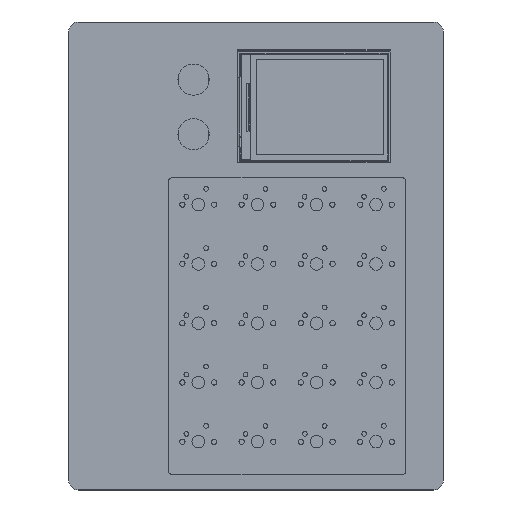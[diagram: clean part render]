
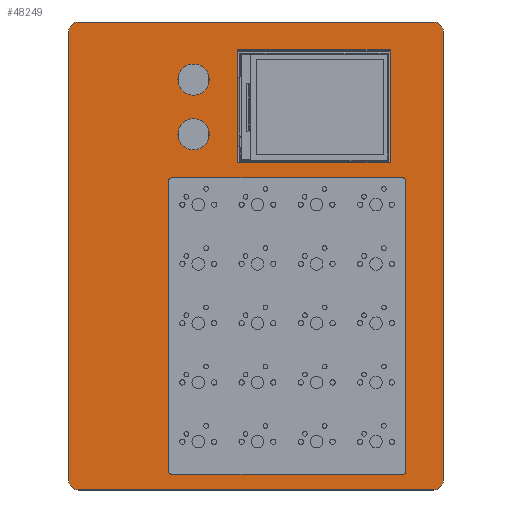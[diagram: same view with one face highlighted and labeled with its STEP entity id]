
A CAD part, top view. The second image highlights one B-rep face of the part: STEP entity #48249.
In plain terms, the highlighted planar face has unit normal (0, 0, 1).
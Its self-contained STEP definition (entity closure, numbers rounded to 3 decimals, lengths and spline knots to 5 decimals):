
#3969=LINE('',#83872,#8780);
#3970=LINE('',#83876,#8781);
#3971=LINE('',#83880,#8782);
#3972=LINE('',#83884,#8783);
#3973=LINE('',#83885,#8784);
#3974=LINE('',#83890,#8785);
#3975=LINE('',#83894,#8786);
#3976=LINE('',#83898,#8787);
#3977=LINE('',#83901,#8788);
#3978=LINE('',#83904,#8789);
#3979=LINE('',#83906,#8790);
#3980=LINE('',#83908,#8791);
#8780=VECTOR('',#70219,1.);
#8781=VECTOR('',#70222,1.);
#8782=VECTOR('',#70225,1.);
#8783=VECTOR('',#70228,1.);
#8784=VECTOR('',#70229,1.);
#8785=VECTOR('',#70232,1.);
#8786=VECTOR('',#70235,1.);
#8787=VECTOR('',#70238,1.);
#8788=VECTOR('',#70241,1.);
#8789=VECTOR('',#70242,1.);
#8790=VECTOR('',#70243,1.);
#8791=VECTOR('',#70244,1.);
#22315=ORIENTED_EDGE('',*,*,#29813,.F.);
#22316=ORIENTED_EDGE('',*,*,#29814,.F.);
#22317=ORIENTED_EDGE('',*,*,#29815,.F.);
#22318=ORIENTED_EDGE('',*,*,#29816,.T.);
#22319=ORIENTED_EDGE('',*,*,#29817,.F.);
#22320=ORIENTED_EDGE('',*,*,#29818,.F.);
#22321=ORIENTED_EDGE('',*,*,#29819,.F.);
#22322=ORIENTED_EDGE('',*,*,#29820,.F.);
#22323=ORIENTED_EDGE('',*,*,#29821,.F.);
#22324=ORIENTED_EDGE('',*,*,#29822,.T.);
#22325=ORIENTED_EDGE('',*,*,#29823,.F.);
#22326=ORIENTED_EDGE('',*,*,#29824,.T.);
#22327=ORIENTED_EDGE('',*,*,#29825,.F.);
#22328=ORIENTED_EDGE('',*,*,#29826,.T.);
#22329=ORIENTED_EDGE('',*,*,#29827,.T.);
#22330=ORIENTED_EDGE('',*,*,#29828,.T.);
#22331=ORIENTED_EDGE('',*,*,#29829,.T.);
#22332=ORIENTED_EDGE('',*,*,#29830,.T.);
#22333=ORIENTED_EDGE('',*,*,#29831,.F.);
#22334=ORIENTED_EDGE('',*,*,#29832,.T.);
#22335=ORIENTED_EDGE('',*,*,#29833,.T.);
#22336=ORIENTED_EDGE('',*,*,#29834,.F.);
#29813=EDGE_CURVE('',#34612,#34612,#36660,.T.);
#29814=EDGE_CURVE('',#34613,#34613,#36661,.T.);
#29815=EDGE_CURVE('',#34614,#34615,#36662,.T.);
#29816=EDGE_CURVE('',#34614,#34616,#3969,.T.);
#29817=EDGE_CURVE('',#34617,#34616,#36663,.T.);
#29818=EDGE_CURVE('',#34618,#34617,#3970,.T.);
#29819=EDGE_CURVE('',#34619,#34618,#36664,.T.);
#29820=EDGE_CURVE('',#34620,#34619,#3971,.T.);
#29821=EDGE_CURVE('',#34621,#34620,#36665,.T.);
#29822=EDGE_CURVE('',#34621,#34615,#3972,.T.);
#29823=EDGE_CURVE('',#34622,#34623,#3973,.T.);
#29824=EDGE_CURVE('',#34622,#34624,#36666,.T.);
#29825=EDGE_CURVE('',#34625,#34624,#3974,.T.);
#29826=EDGE_CURVE('',#34625,#34626,#36667,.T.);
#29827=EDGE_CURVE('',#34626,#34627,#3975,.T.);
#29828=EDGE_CURVE('',#34627,#34628,#36668,.T.);
#29829=EDGE_CURVE('',#34628,#34629,#3976,.T.);
#29830=EDGE_CURVE('',#34629,#34623,#36669,.T.);
#29831=EDGE_CURVE('',#34630,#34631,#3977,.T.);
#29832=EDGE_CURVE('',#34630,#34632,#3978,.T.);
#29833=EDGE_CURVE('',#34632,#34633,#3979,.T.);
#29834=EDGE_CURVE('',#34631,#34633,#3980,.T.);
#34612=VERTEX_POINT('',#83866);
#34613=VERTEX_POINT('',#83868);
#34614=VERTEX_POINT('',#83870);
#34615=VERTEX_POINT('',#83871);
#34616=VERTEX_POINT('',#83873);
#34617=VERTEX_POINT('',#83875);
#34618=VERTEX_POINT('',#83877);
#34619=VERTEX_POINT('',#83879);
#34620=VERTEX_POINT('',#83881);
#34621=VERTEX_POINT('',#83883);
#34622=VERTEX_POINT('',#83886);
#34623=VERTEX_POINT('',#83887);
#34624=VERTEX_POINT('',#83889);
#34625=VERTEX_POINT('',#83891);
#34626=VERTEX_POINT('',#83893);
#34627=VERTEX_POINT('',#83895);
#34628=VERTEX_POINT('',#83897);
#34629=VERTEX_POINT('',#83899);
#34630=VERTEX_POINT('',#83902);
#34631=VERTEX_POINT('',#83903);
#34632=VERTEX_POINT('',#83905);
#34633=VERTEX_POINT('',#83907);
#36660=CIRCLE('',#58557,0.005);
#36661=CIRCLE('',#58558,0.005);
#36662=CIRCLE('',#58559,0.001);
#36663=CIRCLE('',#58560,0.001);
#36664=CIRCLE('',#58561,0.001);
#36665=CIRCLE('',#58562,0.001);
#36666=CIRCLE('',#58563,0.003);
#36667=CIRCLE('',#58564,0.003);
#36668=CIRCLE('',#58565,0.003);
#36669=CIRCLE('',#58566,0.003);
#39995=EDGE_LOOP('',(#22315));
#39996=EDGE_LOOP('',(#22316));
#39997=EDGE_LOOP('',(#22317,#22318,#22319,#22320,#22321,#22322,#22323,#22324));
#39998=EDGE_LOOP('',(#22325,#22326,#22327,#22328,#22329,#22330,#22331,#22332));
#39999=EDGE_LOOP('',(#22333,#22334,#22335,#22336));
#43722=FACE_BOUND('',#39995,.T.);
#43723=FACE_BOUND('',#39996,.T.);
#43724=FACE_BOUND('',#39997,.T.);
#43725=FACE_BOUND('',#39998,.T.);
#43726=FACE_BOUND('',#39999,.T.);
#45749=PLANE('',#58556);
#48249=ADVANCED_FACE('',(#43722,#43723,#43724,#43725,#43726),#45749,.T.);
#58556=AXIS2_PLACEMENT_3D('',#83864,#70211,#70212);
#58557=AXIS2_PLACEMENT_3D('',#83865,#70213,#70214);
#58558=AXIS2_PLACEMENT_3D('',#83867,#70215,#70216);
#58559=AXIS2_PLACEMENT_3D('',#83869,#70217,#70218);
#58560=AXIS2_PLACEMENT_3D('',#83874,#70220,#70221);
#58561=AXIS2_PLACEMENT_3D('',#83878,#70223,#70224);
#58562=AXIS2_PLACEMENT_3D('',#83882,#70226,#70227);
#58563=AXIS2_PLACEMENT_3D('',#83888,#70230,#70231);
#58564=AXIS2_PLACEMENT_3D('',#83892,#70233,#70234);
#58565=AXIS2_PLACEMENT_3D('',#83896,#70236,#70237);
#58566=AXIS2_PLACEMENT_3D('',#83900,#70239,#70240);
#70211=DIRECTION('',(0.,0.,1.));
#70212=DIRECTION('',(1.,0.,0.));
#70213=DIRECTION('',(0.,0.,1.));
#70214=DIRECTION('',(1.,0.,0.));
#70215=DIRECTION('',(0.,0.,1.));
#70216=DIRECTION('',(1.,0.,0.));
#70217=DIRECTION('',(0.,0.,1.));
#70218=DIRECTION('',(1.,0.,0.));
#70219=DIRECTION('',(0.,-1.,0.));
#70220=DIRECTION('',(0.,0.,1.));
#70221=DIRECTION('',(1.,0.,0.));
#70222=DIRECTION('',(1.,0.,0.));
#70223=DIRECTION('',(0.,0.,1.));
#70224=DIRECTION('',(1.,0.,0.));
#70225=DIRECTION('',(0.,-1.,0.));
#70226=DIRECTION('',(0.,0.,1.));
#70227=DIRECTION('',(1.,0.,0.));
#70228=DIRECTION('',(1.,0.,0.));
#70229=DIRECTION('',(1.,0.,0.));
#70230=DIRECTION('',(0.,0.,1.));
#70231=DIRECTION('',(1.,0.,0.));
#70232=DIRECTION('',(0.,1.,0.));
#70233=DIRECTION('',(0.,0.,1.));
#70234=DIRECTION('',(1.,0.,0.));
#70235=DIRECTION('',(1.,0.,0.));
#70236=DIRECTION('',(0.,0.,1.));
#70237=DIRECTION('',(1.,0.,0.));
#70238=DIRECTION('',(0.,1.,0.));
#70239=DIRECTION('',(0.,0.,1.));
#70240=DIRECTION('',(1.,0.,0.));
#70241=DIRECTION('',(0.,-1.,0.));
#70242=DIRECTION('',(1.,0.,0.));
#70243=DIRECTION('',(0.,-1.,0.));
#70244=DIRECTION('',(1.,0.,0.));
#83864=CARTESIAN_POINT('',(0.06,0.075,0.003));
#83865=CARTESIAN_POINT('',(0.03998,0.13153,0.003));
#83866=CARTESIAN_POINT('',(0.04498,0.13153,0.003));
#83867=CARTESIAN_POINT('',(0.03998,0.11403,0.003));
#83868=CARTESIAN_POINT('',(0.04498,0.11403,0.003));
#83869=CARTESIAN_POINT('',(0.10703,0.09903,0.003));
#83870=CARTESIAN_POINT('',(0.10803,0.09903,0.003));
#83871=CARTESIAN_POINT('',(0.10703,0.10003,0.003));
#83872=CARTESIAN_POINT('',(0.10803,0.0525,0.003));
#83873=CARTESIAN_POINT('',(0.10803,0.00598,0.003));
#83874=CARTESIAN_POINT('',(0.10703,0.00598,0.003));
#83875=CARTESIAN_POINT('',(0.10703,0.00498,0.003));
#83876=CARTESIAN_POINT('',(0.07,0.00498,0.003));
#83877=CARTESIAN_POINT('',(0.03298,0.00498,0.003));
#83878=CARTESIAN_POINT('',(0.03298,0.00598,0.003));
#83879=CARTESIAN_POINT('',(0.03198,0.00598,0.003));
#83880=CARTESIAN_POINT('',(0.03198,0.0525,0.003));
#83881=CARTESIAN_POINT('',(0.03198,0.09903,0.003));
#83882=CARTESIAN_POINT('',(0.03298,0.09903,0.003));
#83883=CARTESIAN_POINT('',(0.03298,0.10003,0.003));
#83884=CARTESIAN_POINT('',(0.07,0.10003,0.003));
#83885=CARTESIAN_POINT('',(0.06,0.15,0.003));
#83886=CARTESIAN_POINT('',(0.003,0.15,0.003));
#83887=CARTESIAN_POINT('',(0.117,0.15,0.003));
#83888=CARTESIAN_POINT('',(0.003,0.147,0.003));
#83889=CARTESIAN_POINT('',(0.,0.147,0.003));
#83890=CARTESIAN_POINT('',(0.,0.075,0.003));
#83891=CARTESIAN_POINT('',(0.,0.003,0.003));
#83892=CARTESIAN_POINT('',(0.003,0.003,0.003));
#83893=CARTESIAN_POINT('',(0.003,0.,0.003));
#83894=CARTESIAN_POINT('',(0.06,0.,0.003));
#83895=CARTESIAN_POINT('',(0.117,0.,0.003));
#83896=CARTESIAN_POINT('',(0.117,0.003,0.003));
#83897=CARTESIAN_POINT('',(0.12,0.003,0.003));
#83898=CARTESIAN_POINT('',(0.12,0.075,0.003));
#83899=CARTESIAN_POINT('',(0.12,0.147,0.003));
#83900=CARTESIAN_POINT('',(0.117,0.147,0.003));
#83901=CARTESIAN_POINT('',(0.054,0.12303,0.003));
#83902=CARTESIAN_POINT('',(0.054,0.14103,0.003));
#83903=CARTESIAN_POINT('',(0.054,0.10503,0.003));
#83904=CARTESIAN_POINT('',(0.0785,0.14103,0.003));
#83905=CARTESIAN_POINT('',(0.103,0.14103,0.003));
#83906=CARTESIAN_POINT('',(0.103,0.12303,0.003));
#83907=CARTESIAN_POINT('',(0.103,0.10503,0.003));
#83908=CARTESIAN_POINT('',(0.0785,0.10503,0.003));
